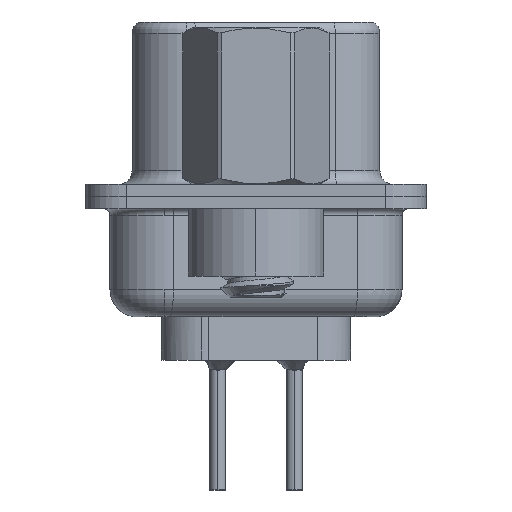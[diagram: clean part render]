
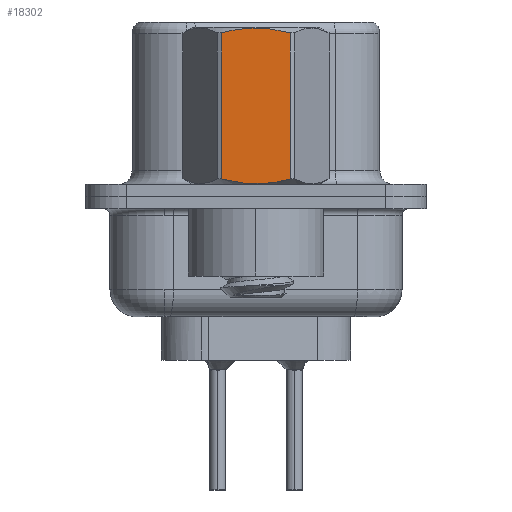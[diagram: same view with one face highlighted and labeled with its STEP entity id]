
A CAD part, left-side view. The second image highlights one B-rep face of the part: STEP entity #18302.
In plain terms, the highlighted planar face has unit normal (-1, 0, 0).
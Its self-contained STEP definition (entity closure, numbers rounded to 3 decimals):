
#338 = EDGE_CURVE ( 'NONE', #10865, #7974, #22586, .T. ) ;
#1041 = CARTESIAN_POINT ( 'NONE',  ( -2.381, -0.858, 0.55 ) ) ;
#1395 = DIRECTION ( 'NONE',  ( 0., -1., 0. ) ) ;
#1647 = CARTESIAN_POINT ( 'NONE',  ( -2.381, -1.273, 0.652 ) ) ;
#2063 = CARTESIAN_POINT ( 'NONE',  ( -2.381, 0.215, 6.232 ) ) ;
#2557 = CARTESIAN_POINT ( 'NONE',  ( -2.381, 0.215, 0.468 ) ) ;
#2862 = ORIENTED_EDGE ( 'NONE', *, *, #26635, .T. ) ;
#3754 = CARTESIAN_POINT ( 'NONE',  ( -2.381, -1.066, 0.596 ) ) ;
#4326 = CARTESIAN_POINT ( 'NONE',  ( -2.381, 0.428, 6.215 ) ) ;
#4401 = CARTESIAN_POINT ( 'NONE',  ( -2.381, 1.273, 6.048 ) ) ;
#4593 = VECTOR ( 'NONE', #11695, 1000. ) ;
#5567 = CARTESIAN_POINT ( 'NONE',  ( -2.381, 1.065, 0.596 ) ) ;
#6084 = DIRECTION ( 'NONE',  ( 0., 0., 1. ) ) ;
#6514 = PLANE ( 'NONE',  #19772 ) ;
#6596 = CARTESIAN_POINT ( 'NONE',  ( -2.381, -0.432, 6.215 ) ) ;
#7240 = CARTESIAN_POINT ( 'NONE',  ( -2.381, -0.215, 0.468 ) ) ;
#7974 = VERTEX_POINT ( 'NONE', #9298 ) ;
#8060 = CARTESIAN_POINT ( 'NONE',  ( -2.381, -1.273, 6.048 ) ) ;
#8841 = CARTESIAN_POINT ( 'NONE',  ( -2.381, -1.273, 6.048 ) ) ;
#8990 = CARTESIAN_POINT ( 'NONE',  ( -2.381, -1.066, 6.104 ) ) ;
#9298 = CARTESIAN_POINT ( 'NONE',  ( -2.381, -1.273, 0.652 ) ) ;
#10089 = CARTESIAN_POINT ( 'NONE',  ( -2.381, 1.273, 0.652 ) ) ;
#10334 = CARTESIAN_POINT ( 'NONE',  ( -2.381, 1.273, 0.652 ) ) ;
#10388 = CARTESIAN_POINT ( 'NONE',  ( -2.381, -0.432, 0.485 ) ) ;
#10865 = VERTEX_POINT ( 'NONE', #10334 ) ;
#11695 = DIRECTION ( 'NONE',  ( 0., 0., -1. ) ) ;
#11701 = EDGE_CURVE ( 'NONE', #7974, #22811, #26759, .T. ) ;
#11771 = VECTOR ( 'NONE', #6084, 1000. ) ;
#11896 = VERTEX_POINT ( 'NONE', #4401 ) ;
#11906 = CARTESIAN_POINT ( 'NONE',  ( -2.381, 0.428, 0.485 ) ) ;
#15254 = FACE_OUTER_BOUND ( 'NONE', #26374, .T. ) ;
#15406 = CARTESIAN_POINT ( 'NONE',  ( -2.381, 1.375, -3.75 ) ) ;
#15483 = CARTESIAN_POINT ( 'NONE',  ( -2.381, 1.065, 6.104 ) ) ;
#17389 = CARTESIAN_POINT ( 'NONE',  ( -2.381, -1.273, 3.792 ) ) ;
#17523 = ORIENTED_EDGE ( 'NONE', *, *, #28277, .T. ) ;
#18044 = CARTESIAN_POINT ( 'NONE',  ( -2.381, 1.273, 6.048 ) ) ;
#18302 = ADVANCED_FACE ( 'NONE', ( #15254 ), #6514, .T. ) ;
#19042 = ORIENTED_EDGE ( 'NONE', *, *, #338, .T. ) ;
#19772 = AXIS2_PLACEMENT_3D ( 'NONE', #15406, #24643, #1395 ) ;
#22302 = CARTESIAN_POINT ( 'NONE',  ( -2.381, 0.853, 6.151 ) ) ;
#22586 = B_SPLINE_CURVE_WITH_KNOTS ( 'NONE', 3,
 ( #10089, #5567, #23248, #11906, #2557, #7240, #10388, #1041, #3754, #1647 ),
 .UNSPECIFIED., .F., .F.,
 ( 4, 2, 2, 2, 4 ),
 ( 0.003, 0.003, 0.004, 0.004, 0.005 ),
 .UNSPECIFIED. ) ;
#22604 = CARTESIAN_POINT ( 'NONE',  ( -2.381, -0.215, 6.232 ) ) ;
#22811 = VERTEX_POINT ( 'NONE', #8060 ) ;
#23189 = CARTESIAN_POINT ( 'NONE',  ( -2.381, 1.273, 3.792 ) ) ;
#23248 = CARTESIAN_POINT ( 'NONE',  ( -2.381, 0.853, 0.549 ) ) ;
#24643 = DIRECTION ( 'NONE',  ( -1., 0., 0. ) ) ;
#24878 = CARTESIAN_POINT ( 'NONE',  ( -2.381, -0.858, 6.15 ) ) ;
#26126 = B_SPLINE_CURVE_WITH_KNOTS ( 'NONE', 3,
 ( #8841, #8990, #24878, #6596, #22604, #2063, #4326, #22302, #15483, #18044 ),
 .UNSPECIFIED., .F., .F.,
 ( 4, 2, 2, 2, 4 ),
 ( 0.001, 0.002, 0.002, 0.003, 0.004 ),
 .UNSPECIFIED. ) ;
#26374 = EDGE_LOOP ( 'NONE', ( #19042, #29629, #2862, #17523 ) ) ;
#26635 = EDGE_CURVE ( 'NONE', #22811, #11896, #26126, .T. ) ;
#26759 = LINE ( 'NONE', #17389, #11771 ) ;
#28018 = LINE ( 'NONE', #23189, #4593 ) ;
#28277 = EDGE_CURVE ( 'NONE', #11896, #10865, #28018, .T. ) ;
#29629 = ORIENTED_EDGE ( 'NONE', *, *, #11701, .T. ) ;
